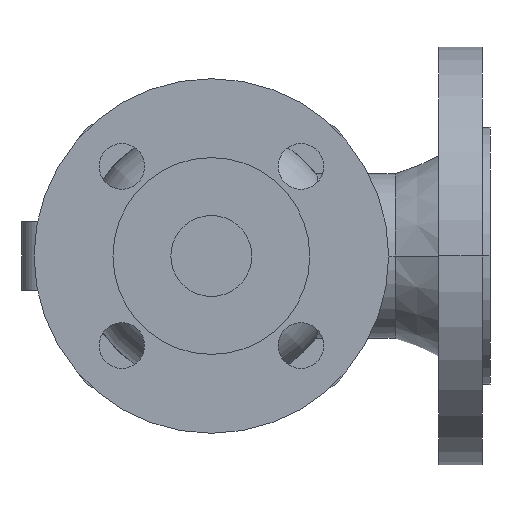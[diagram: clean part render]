
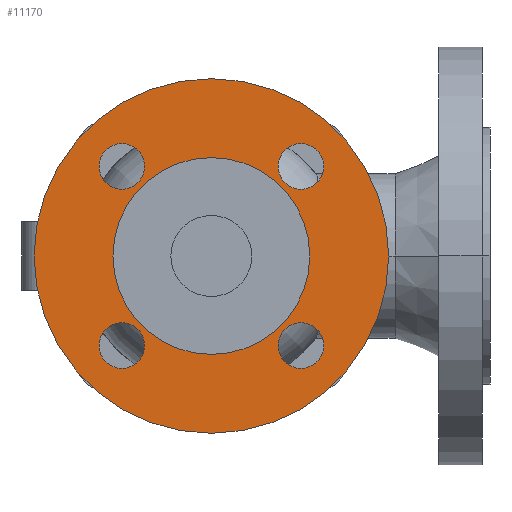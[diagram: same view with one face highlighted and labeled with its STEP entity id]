
A CAD part, front view. The second image highlights one B-rep face of the part: STEP entity #11170.
In plain terms, the highlighted planar face has unit normal (0, -1, 0).
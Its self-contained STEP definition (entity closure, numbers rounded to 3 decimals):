
#2520=CARTESIAN_POINT('',(-38.85,2.,0.));
#2530=VERTEX_POINT('',#2520);
#2560=CARTESIAN_POINT('',(0.,2.,0.));
#2570=DIRECTION('',(0.,-1.,-0.));
#2580=DIRECTION('',(-1.,0.,0.));
#2590=AXIS2_PLACEMENT_3D('',#2560,#2570,#2580);
#2600=CIRCLE('',#2590,38.85);
#2610=CARTESIAN_POINT('',(38.85,2.,0.));
#2620=VERTEX_POINT('',#2610);
#2630=EDGE_CURVE('',#2620,#2530,#2600,.T.);
#2920=CARTESIAN_POINT('',(70.,2.,0.));
#2930=VERTEX_POINT('',#2920);
#3110=CARTESIAN_POINT('',(-70.,2.,0.));
#3120=VERTEX_POINT('',#3110);
#3150=CARTESIAN_POINT('',(0.,2.,0.));
#3160=DIRECTION('',(0.,-1.,-0.));
#3170=DIRECTION('',(-1.,0.,0.));
#3180=AXIS2_PLACEMENT_3D('',#3150,#3160,#3170);
#3190=CIRCLE('',#3180,70.);
#3200=EDGE_CURVE('',#3120,#2930,#3190,.T.);
#6340=CARTESIAN_POINT('',(-44.355,2.,-35.355));
#6350=VERTEX_POINT('',#6340);
#6380=CARTESIAN_POINT('',(-35.355,2.,-35.355));
#6390=DIRECTION('',(0.,1.,0.));
#6400=DIRECTION('',(-1.,0.,0.));
#6410=AXIS2_PLACEMENT_3D('',#6380,#6390,#6400);
#6420=CIRCLE('',#6410,9.);
#6430=CARTESIAN_POINT('',(-26.355,2.,-35.355));
#6440=VERTEX_POINT('',#6430);
#6450=EDGE_CURVE('',#6350,#6440,#6420,.T.);
#6760=CARTESIAN_POINT('',(-44.355,2.,35.355));
#6770=VERTEX_POINT('',#6760);
#6800=CARTESIAN_POINT('',(-35.355,2.,35.355));
#6810=DIRECTION('',(0.,1.,0.));
#6820=DIRECTION('',(-1.,0.,0.));
#6830=AXIS2_PLACEMENT_3D('',#6800,#6810,#6820);
#6840=CIRCLE('',#6830,9.);
#6850=CARTESIAN_POINT('',(-26.355,2.,35.355));
#6860=VERTEX_POINT('',#6850);
#6870=EDGE_CURVE('',#6770,#6860,#6840,.T.);
#7180=CARTESIAN_POINT('',(44.355,2.,35.355));
#7190=VERTEX_POINT('',#7180);
#7220=CARTESIAN_POINT('',(35.355,2.,35.355));
#7230=DIRECTION('',(0.,1.,0.));
#7240=DIRECTION('',(-1.,0.,0.));
#7250=AXIS2_PLACEMENT_3D('',#7220,#7230,#7240);
#7260=CIRCLE('',#7250,9.);
#7270=CARTESIAN_POINT('',(26.355,2.,35.355));
#7280=VERTEX_POINT('',#7270);
#7290=EDGE_CURVE('',#7190,#7280,#7260,.T.);
#7600=CARTESIAN_POINT('',(26.355,2.,-35.355));
#7610=VERTEX_POINT('',#7600);
#7640=CARTESIAN_POINT('',(35.355,2.,-35.355));
#7650=DIRECTION('',(0.,1.,0.));
#7660=DIRECTION('',(-1.,0.,0.));
#7670=AXIS2_PLACEMENT_3D('',#7640,#7650,#7660);
#7680=CIRCLE('',#7670,9.);
#7690=CARTESIAN_POINT('',(44.355,2.,-35.355));
#7700=VERTEX_POINT('',#7690);
#7710=EDGE_CURVE('',#7610,#7700,#7680,.T.);
#10820=CARTESIAN_POINT('',(-54.425,2.,0.));
#10830=DIRECTION('',(0.,-1.,-0.));
#10840=DIRECTION('',(-1.,0.,0.));
#10850=AXIS2_PLACEMENT_3D('',#10820,#10830,#10840);
#10860=PLANE('',#10850);
#10870=ORIENTED_EDGE('',*,*,#7710,.T.);
#10880=EDGE_CURVE('',#7700,#7610,#7680,.T.);
#10890=ORIENTED_EDGE('',*,*,#10880,.T.);
#10900=EDGE_LOOP('',(#10890,#10870));
#10910=FACE_BOUND('',#10900,.T.);
#10920=EDGE_CURVE('',#7280,#7190,#7260,.T.);
#10930=ORIENTED_EDGE('',*,*,#10920,.T.);
#10940=ORIENTED_EDGE('',*,*,#7290,.T.);
#10950=EDGE_LOOP('',(#10940,#10930));
#10960=FACE_BOUND('',#10950,.T.);
#10970=ORIENTED_EDGE('',*,*,#6870,.T.);
#10980=EDGE_CURVE('',#6860,#6770,#6840,.T.);
#10990=ORIENTED_EDGE('',*,*,#10980,.T.);
#11000=EDGE_LOOP('',(#10990,#10970));
#11010=FACE_BOUND('',#11000,.T.);
#11020=ORIENTED_EDGE('',*,*,#6450,.T.);
#11030=EDGE_CURVE('',#6440,#6350,#6420,.T.);
#11040=ORIENTED_EDGE('',*,*,#11030,.T.);
#11050=EDGE_LOOP('',(#11040,#11020));
#11060=FACE_BOUND('',#11050,.T.);
#11070=ORIENTED_EDGE('',*,*,#2630,.F.);
#11080=EDGE_CURVE('',#2530,#2620,#2600,.T.);
#11090=ORIENTED_EDGE('',*,*,#11080,.F.);
#11100=EDGE_LOOP('',(#11090,#11070));
#11110=FACE_BOUND('',#11100,.T.);
#11120=EDGE_CURVE('',#2930,#3120,#3190,.T.);
#11130=ORIENTED_EDGE('',*,*,#11120,.T.);
#11140=ORIENTED_EDGE('',*,*,#3200,.T.);
#11150=EDGE_LOOP('',(#11140,#11130));
#11160=FACE_OUTER_BOUND('',#11150,.T.);
#11170=ADVANCED_FACE('',(#10910,#10960,#11010,#11060,#11110,#11160),
#10860,.T.);
